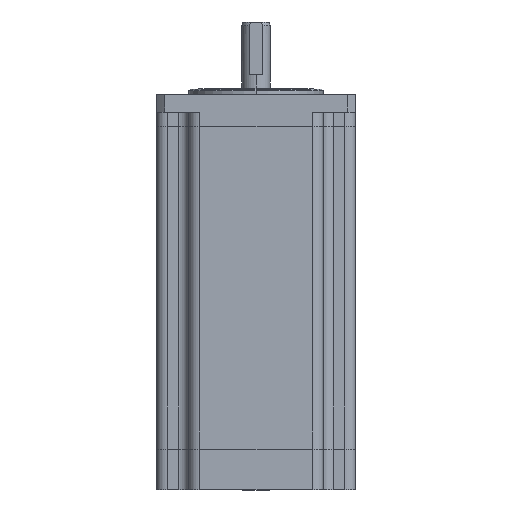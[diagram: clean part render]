
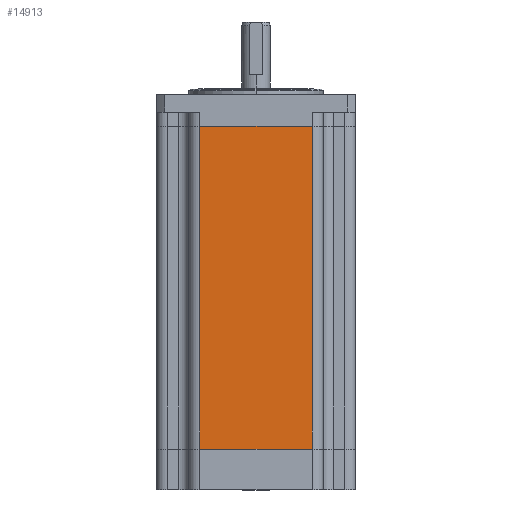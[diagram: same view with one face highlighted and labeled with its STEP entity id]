
A CAD part, top view. The second image highlights one B-rep face of the part: STEP entity #14913.
In plain terms, the highlighted planar face has unit normal (0, 0, 1).
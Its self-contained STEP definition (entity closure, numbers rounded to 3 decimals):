
#3982=DIRECTION('',(-1.,0.,0.));
#3983=VECTOR('',#3982,32.);
#3984=CARTESIAN_POINT('',(31.85,102.99,47.65));
#3985=LINE('',#3984,#3983);
#4214=DIRECTION('',(0.,1.,0.));
#4215=VECTOR('',#4214,91.48);
#4216=CARTESIAN_POINT('',(31.85,11.51,47.65));
#4217=LINE('',#4216,#4215);
#4222=DIRECTION('',(-1.,0.,0.));
#4223=VECTOR('',#4222,32.);
#4224=CARTESIAN_POINT('',(31.85,11.51,47.65));
#4225=LINE('',#4224,#4223);
#4230=DIRECTION('',(0.,-1.,0.));
#4231=VECTOR('',#4230,91.48);
#4232=CARTESIAN_POINT('',(-0.15,102.99,47.65));
#4233=LINE('',#4232,#4231);
#6261=CARTESIAN_POINT('',(-0.15,11.51,47.65));
#6262=VERTEX_POINT('',#6261);
#6263=CARTESIAN_POINT('',(31.85,11.51,47.65));
#6264=VERTEX_POINT('',#6263);
#6315=CARTESIAN_POINT('',(31.85,102.99,47.65));
#6316=VERTEX_POINT('',#6315);
#6317=CARTESIAN_POINT('',(-0.15,102.99,47.65));
#6318=VERTEX_POINT('',#6317);
#14901=CARTESIAN_POINT('',(-10.066,112.,47.65));
#14902=DIRECTION('',(0.,0.,-1.));
#14903=DIRECTION('',(-1.,0.,0.));
#14904=AXIS2_PLACEMENT_3D('',#14901,#14902,#14903);
#14905=PLANE('',#14904);
#14906=ORIENTED_EDGE('',*,*,#14690,.T.);
#14908=ORIENTED_EDGE('',*,*,#14907,.F.);
#14909=ORIENTED_EDGE('',*,*,#14586,.F.);
#14910=ORIENTED_EDGE('',*,*,#14894,.F.);
#14911=EDGE_LOOP('',(#14906,#14908,#14909,#14910));
#14912=FACE_OUTER_BOUND('',#14911,.F.);
#14913=ADVANCED_FACE('',(#14912),#14905,.F.);
#14586=EDGE_CURVE('',#6316,#6318,#3985,.T.);
#14690=EDGE_CURVE('',#6264,#6262,#4225,.T.);
#14894=EDGE_CURVE('',#6264,#6316,#4217,.T.);
#14907=EDGE_CURVE('',#6318,#6262,#4233,.T.);
